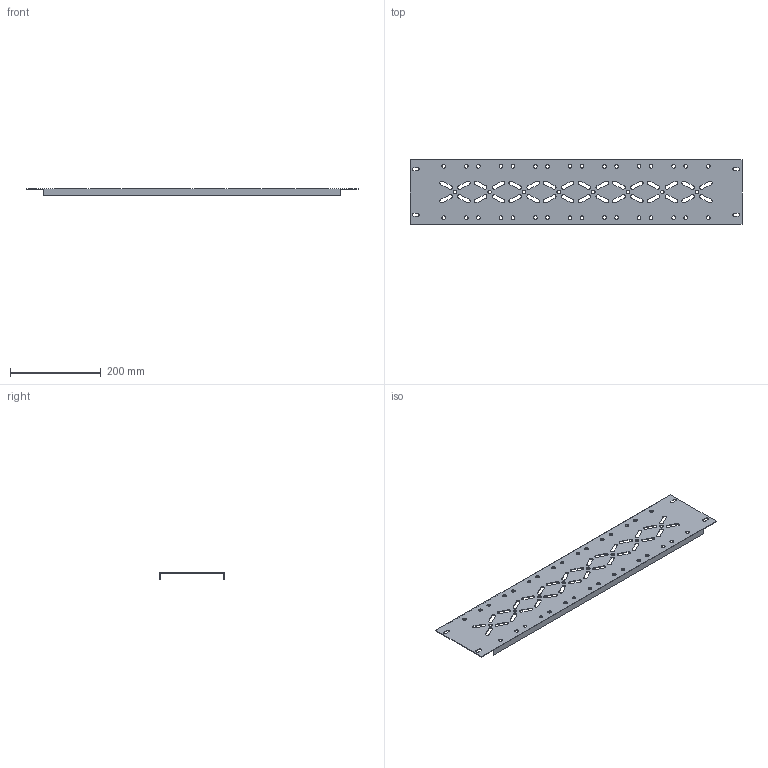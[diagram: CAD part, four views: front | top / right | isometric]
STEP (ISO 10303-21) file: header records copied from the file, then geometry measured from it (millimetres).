
FILE_DESCRIPTION (( 'STEP AP214' ), '1' );
FILE_NAME ('YKM40-PN-730 眈翴錪 玵-730 TITAN (膰斀. 3欙.).STEP', '2016-09-22T09:07:22', ( 'user' ), ( '' ), 'SwSTEP 2.0', 'SolidWorks 2014', '' );
FILE_SCHEMA (( 'AUTOMOTIVE_DESIGN' ));
Length unit declared in the file: millimetre
Products named in the file (1): YKM40-PN-730 眈翴錪 玵-730 TITAN (膰斀. 3欙.)
Bounding box: 730 x 142 x 15 mm (x, y, z)
Volume: 167533.4 mm3; surface area: 231129.2 mm2
Topology: 1 solids, 1 shells, 274 faces, 816 edges, 544 vertices
Faces by surface type: cylinder 188, plane 86
Entity records: 9714 total; most frequent: DIRECTION 1742, CARTESIAN_POINT 1635, ORIENTED_EDGE 1632, EDGE_CURVE 816, AXIS2_PLACEMENT_3D 651, VERTEX_POINT 544, LINE 440, VECTOR 440
